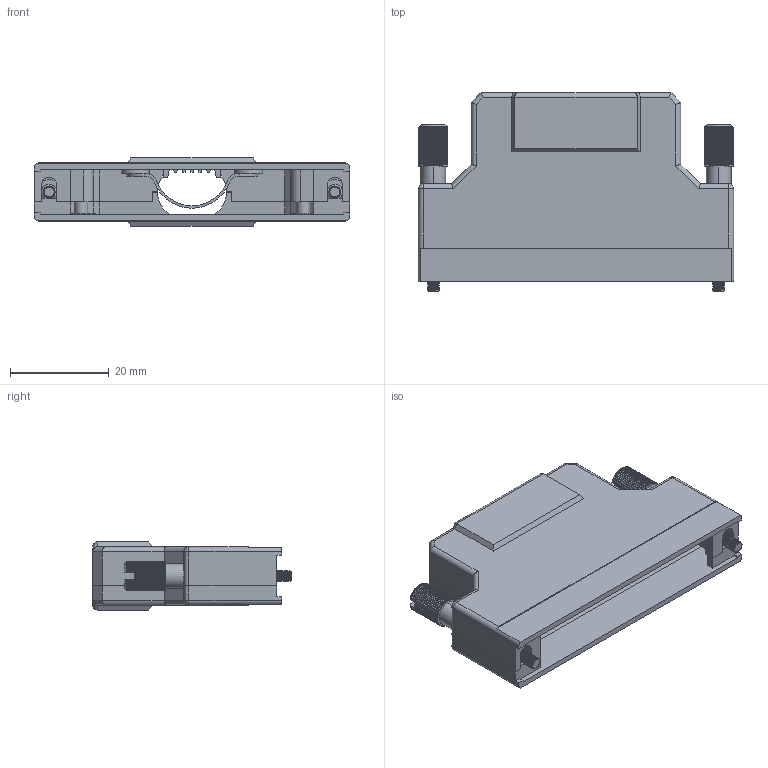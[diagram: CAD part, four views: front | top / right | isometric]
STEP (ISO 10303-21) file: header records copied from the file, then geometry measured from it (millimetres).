
FILE_DESCRIPTION (( 'STEP AP214' ), '1' );
FILE_NAME ('FVS06801-S2SIKA-REF .STEP', '2025-08-13T10:13:53', ( '' ), ( '' ), 'SwSTEP 2.0', 'SolidWorks 2021', '' );
FILE_SCHEMA (( 'AUTOMOTIVE_DESIGN' ));
Length unit declared in the file: millimetre
Products named in the file (1): FVS06801-S2SIKA-REF 
Bounding box: 63.9 x 40.3 x 13.8 mm (x, y, z)
Volume: 8535.6 mm3; surface area: 13269.1 mm2
Topology: 1 solids, 1 shells, 682 faces, 1950 edges, 1272 vertices
Faces by surface type: cylinder 389, plane 261, cone 18, bspline 6, torus 4, sphere 4
Entity records: 26130 total; most frequent: CARTESIAN_POINT 8489, ORIENTED_EDGE 3892, DIRECTION 3598, EDGE_CURVE 1946, VERTEX_POINT 1272, AXIS2_PLACEMENT_3D 1265, LINE 1068, VECTOR 1068
